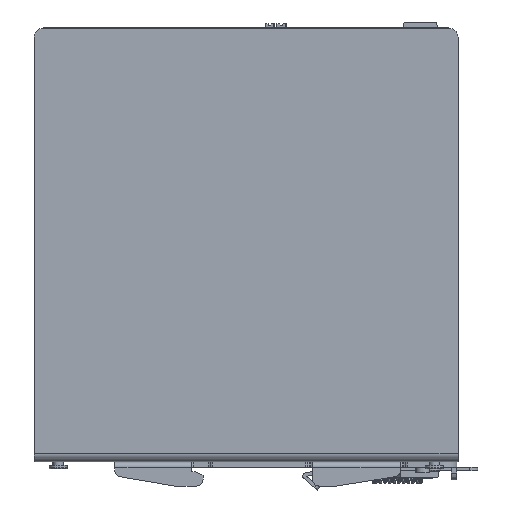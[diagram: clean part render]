
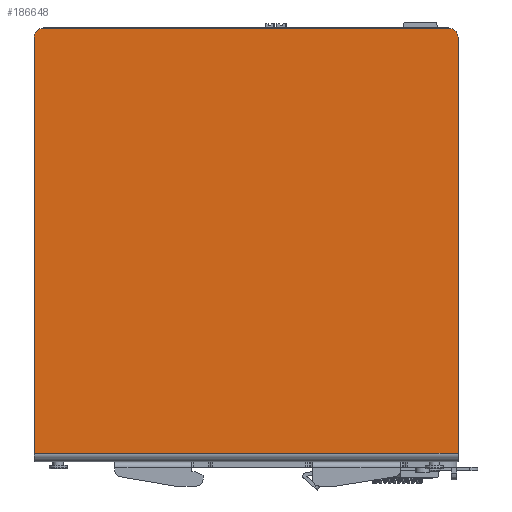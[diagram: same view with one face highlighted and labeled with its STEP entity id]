
A CAD part, left-side view. The second image highlights one B-rep face of the part: STEP entity #186648.
In plain terms, the highlighted planar face has unit normal (-1, 0, 0).
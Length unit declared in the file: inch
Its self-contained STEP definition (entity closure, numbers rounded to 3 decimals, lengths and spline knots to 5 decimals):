
#667 = EDGE_CURVE ( 'NONE', #106189, #103534, #27045, .T. ) ;
#953 = VECTOR ( 'NONE', #75227, 39.37008 ) ;
#4815 = PLANE ( 'NONE',  #169612 ) ;
#9695 = VECTOR ( 'NONE', #205143, 39.37008 ) ;
#16494 = CARTESIAN_POINT ( 'NONE',  ( -4.33, 0., 0. ) ) ;
#23747 = CARTESIAN_POINT ( 'NONE',  ( -4.33, -0.1, -0.1 ) ) ;
#25569 = VERTEX_POINT ( 'NONE', #16494 ) ;
#27045 = LINE ( 'NONE', #108217, #101918 ) ;
#29328 = ORIENTED_EDGE ( 'NONE', *, *, #36096, .F. ) ;
#32139 = ORIENTED_EDGE ( 'NONE', *, *, #104159, .T. ) ;
#32878 = VERTEX_POINT ( 'NONE', #262676 ) ;
#34918 = DIRECTION ( 'NONE',  ( 0., -1., 0. ) ) ;
#36096 = EDGE_CURVE ( 'NONE', #25569, #238656, #134917, .T. ) ;
#36849 = ORIENTED_EDGE ( 'NONE', *, *, #192047, .T. ) ;
#40580 = VERTEX_POINT ( 'NONE', #202640 ) ;
#42786 = LINE ( 'NONE', #44123, #9695 ) ;
#44123 = CARTESIAN_POINT ( 'NONE',  ( -4.33, -0.1, -2.495 ) ) ;
#45260 = CIRCLE ( 'NONE', #121604, 0.1 ) ;
#48312 = CARTESIAN_POINT ( 'NONE',  ( -4.33, 4.78, -2.495 ) ) ;
#55662 = DIRECTION ( 'NONE',  ( 1., 0., 0. ) ) ;
#57452 = EDGE_CURVE ( 'NONE', #40580, #32878, #45260, .T. ) ;
#67290 = FACE_OUTER_BOUND ( 'NONE', #118949, .T. ) ;
#75227 = DIRECTION ( 'NONE',  ( 0., 1., 0. ) ) ;
#85943 = CARTESIAN_POINT ( 'NONE',  ( -4.33, 2.34, -2.495 ) ) ;
#93488 = DIRECTION ( 'NONE',  ( 0., 0., -1. ) ) ;
#95221 = CARTESIAN_POINT ( 'NONE',  ( -4.33, 4.78, 0. ) ) ;
#101918 = VECTOR ( 'NONE', #210642, 39.37008 ) ;
#103534 = VERTEX_POINT ( 'NONE', #229420 ) ;
#104159 = EDGE_CURVE ( 'NONE', #106189, #238656, #42786, .T. ) ;
#106189 = VERTEX_POINT ( 'NONE', #185882 ) ;
#107262 = EDGE_CURVE ( 'NONE', #40580, #103534, #194591, .T. ) ;
#108217 = CARTESIAN_POINT ( 'NONE',  ( -4.33, 2.34, -4.89 ) ) ;
#110534 = ORIENTED_EDGE ( 'NONE', *, *, #57452, .F. ) ;
#112637 = VECTOR ( 'NONE', #93488, 39.37008 ) ;
#118949 = EDGE_LOOP ( 'NONE', ( #183207, #32139, #29328, #36849, #110534, #190257 ) ) ;
#121604 = AXIS2_PLACEMENT_3D ( 'NONE', #160673, #55662, #142057 ) ;
#122179 = AXIS2_PLACEMENT_3D ( 'NONE', #239766, #218522, #34918 ) ;
#134917 = CIRCLE ( 'NONE', #122179, 0.1 ) ;
#142057 = DIRECTION ( 'NONE',  ( 0., -1., 0. ) ) ;
#147144 = DIRECTION ( 'NONE',  ( 0., 1., 0. ) ) ;
#160673 = CARTESIAN_POINT ( 'NONE',  ( -4.33, 4.68, -0.1 ) ) ;
#169612 = AXIS2_PLACEMENT_3D ( 'NONE', #85943, #226980, #147144 ) ;
#178964 = LINE ( 'NONE', #95221, #953 ) ;
#183207 = ORIENTED_EDGE ( 'NONE', *, *, #667, .F. ) ;
#185882 = CARTESIAN_POINT ( 'NONE',  ( -4.33, -0.1, -4.89 ) ) ;
#186648 = ADVANCED_FACE ( 'NONE', ( #67290 ), #4815, .F. ) ;
#190257 = ORIENTED_EDGE ( 'NONE', *, *, #107262, .T. ) ;
#192047 = EDGE_CURVE ( 'NONE', #25569, #32878, #178964, .T. ) ;
#194591 = LINE ( 'NONE', #48312, #112637 ) ;
#202640 = CARTESIAN_POINT ( 'NONE',  ( -4.33, 4.78, -0.1 ) ) ;
#205143 = DIRECTION ( 'NONE',  ( 0., 0., 1. ) ) ;
#210642 = DIRECTION ( 'NONE',  ( 0., 1., 0. ) ) ;
#218522 = DIRECTION ( 'NONE',  ( 1., 0., 0. ) ) ;
#226980 = DIRECTION ( 'NONE',  ( 1., 0., 0. ) ) ;
#229420 = CARTESIAN_POINT ( 'NONE',  ( -4.33, 4.78, -4.89 ) ) ;
#238656 = VERTEX_POINT ( 'NONE', #23747 ) ;
#239766 = CARTESIAN_POINT ( 'NONE',  ( -4.33, 0., -0.1 ) ) ;
#262676 = CARTESIAN_POINT ( 'NONE',  ( -4.33, 4.68, 0. ) ) ;
